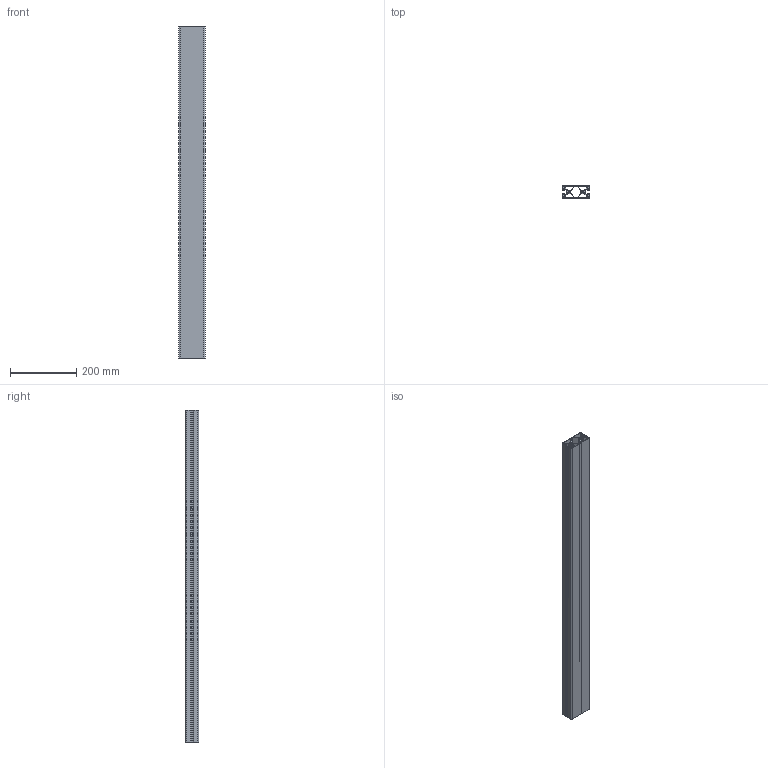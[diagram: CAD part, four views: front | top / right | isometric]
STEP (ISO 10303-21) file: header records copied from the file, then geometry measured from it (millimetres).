
FILE_DESCRIPTION(/* description */ (''),/* implementation_level */ '2;1');
FILE_NAME(/* name */ '10097_KriTec_Profil_8_80x40_4N_180_Eco.stp',/* time_stamp */ '2014-08-28T17:17:24+02:00',/* author */ ('kostic'),/* organization */ (''),/* preprocessor_version */ 'ST-DEVELOPER v15.2',/* originating_system */ 'Autodesk Inventor 2014',/* authorisation */ '');
FILE_SCHEMA (('AUTOMOTIVE_DESIGN { 1 0 10303 214 3 1 1 }'));
Length unit declared in the file: millimetre
Products named in the file (1): 10097_KriTec_Profil_8_80x40_4N_180_Eco
Bounding box: 80 x 40 x 1000 mm (x, y, z)
Volume: 829412.8 mm3; surface area: 804498.7 mm2
Topology: 1 solids, 1 shells, 178 faces, 528 edges, 352 vertices
Faces by surface type: plane 126, cylinder 52
Full cylindrical faces by diameter (mm): 6.8 x2
Entity records: 5975 total; most frequent: CARTESIAN_POINT 1057, ORIENTED_EDGE 1052, DIRECTION 988, EDGE_CURVE 526, LINE 422, VECTOR 422, VERTEX_POINT 352, AXIS2_PLACEMENT_3D 283
